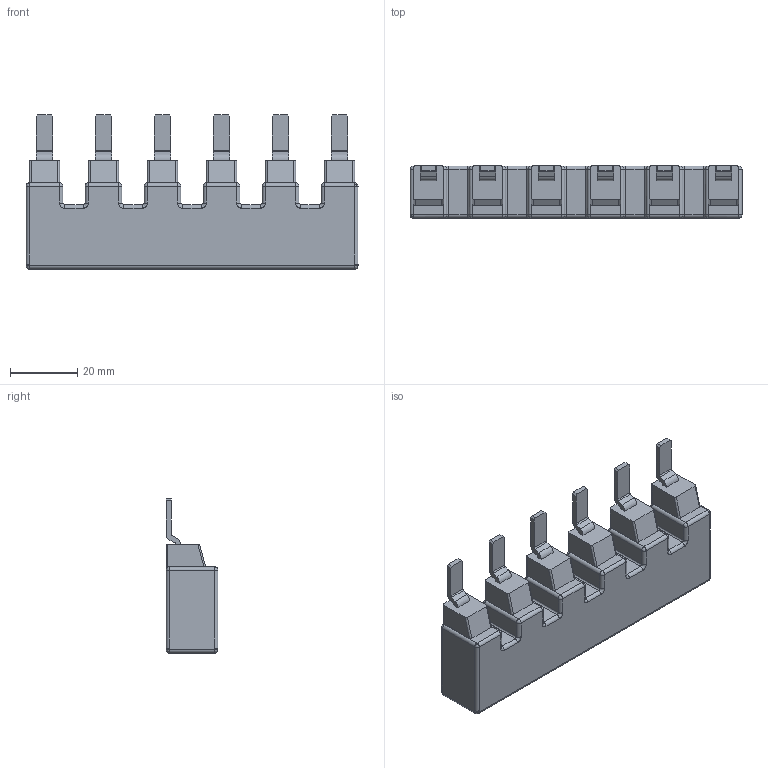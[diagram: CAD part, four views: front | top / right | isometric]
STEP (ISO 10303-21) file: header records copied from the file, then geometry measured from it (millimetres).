
FILE_DESCRIPTION (( 'STEP AP203' ), '1' );
FILE_NAME ('ZSVUL16-2P-2TE6SP.step', '2023-08-21T11:04:25', ( '' ), ( '' ), 'SwSTEP 2.0', 'SolidWorks 2021', '' );
FILE_SCHEMA (( 'CONFIG_CONTROL_DESIGN' ));
Length unit declared in the file: inch
Products named in the file (1): ZSVUL16-2P-2TE6SP
Bounding box: 99 x 15.5 x 46 mm (x, y, z)
Volume: 40622.4 mm3; surface area: 11828.7 mm2
Topology: 1 solids, 1 shells, 288 faces, 744 edges, 453 vertices
Faces by surface type: cylinder 130, plane 107, bspline 41, torus 10
Entity records: 9553 total; most frequent: CARTESIAN_POINT 2694, ORIENTED_EDGE 1466, DIRECTION 1387, EDGE_CURVE 733, AXIS2_PLACEMENT_3D 482, VERTEX_POINT 453, LINE 423, VECTOR 423
